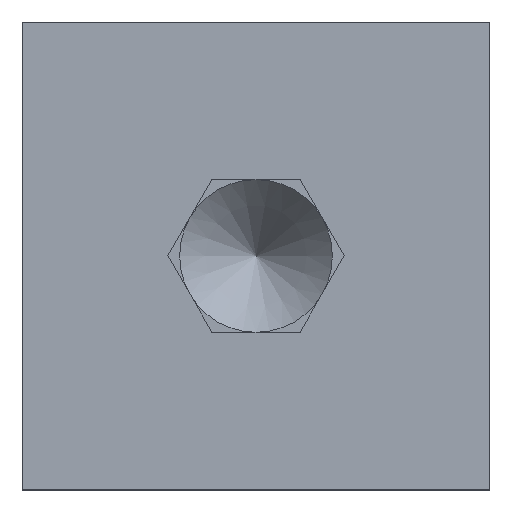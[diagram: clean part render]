
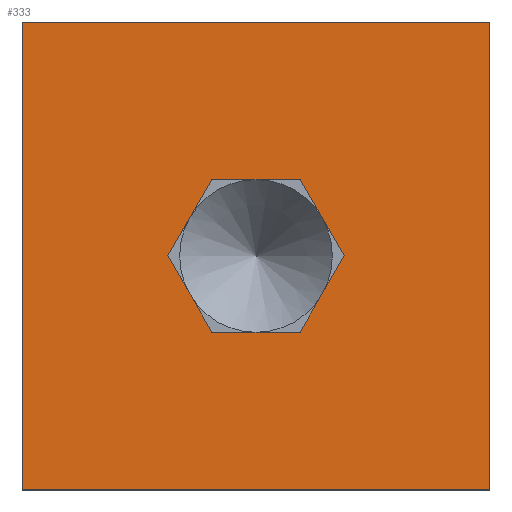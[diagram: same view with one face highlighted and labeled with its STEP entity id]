
A CAD part, top view. The second image highlights one B-rep face of the part: STEP entity #333.
In plain terms, the highlighted planar face has unit normal (0, 0, 1).
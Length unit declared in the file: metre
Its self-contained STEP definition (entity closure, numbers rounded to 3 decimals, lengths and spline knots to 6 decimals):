
#54=ORIENTED_EDGE('',*,*,#138,.F.);
#55=ORIENTED_EDGE('',*,*,#139,.F.);
#56=ORIENTED_EDGE('',*,*,#140,.F.);
#57=ORIENTED_EDGE('',*,*,#141,.F.);
#58=ORIENTED_EDGE('',*,*,#142,.F.);
#59=ORIENTED_EDGE('',*,*,#143,.F.);
#60=ORIENTED_EDGE('',*,*,#128,.F.);
#61=ORIENTED_EDGE('',*,*,#132,.T.);
#62=ORIENTED_EDGE('',*,*,#135,.T.);
#63=ORIENTED_EDGE('',*,*,#137,.F.);
#128=EDGE_CURVE('',#168,#169,#196,.T.);
#132=EDGE_CURVE('',#168,#171,#200,.T.);
#135=EDGE_CURVE('',#171,#173,#203,.T.);
#137=EDGE_CURVE('',#169,#173,#205,.T.);
#138=EDGE_CURVE('',#174,#175,#206,.T.);
#139=EDGE_CURVE('',#176,#174,#207,.T.);
#140=EDGE_CURVE('',#177,#176,#208,.T.);
#141=EDGE_CURVE('',#178,#177,#209,.T.);
#142=EDGE_CURVE('',#179,#178,#210,.T.);
#143=EDGE_CURVE('',#175,#179,#211,.T.);
#168=VERTEX_POINT('',#520);
#169=VERTEX_POINT('',#522);
#171=VERTEX_POINT('',#528);
#173=VERTEX_POINT('',#534);
#174=VERTEX_POINT('',#541);
#175=VERTEX_POINT('',#542);
#176=VERTEX_POINT('',#544);
#177=VERTEX_POINT('',#546);
#178=VERTEX_POINT('',#548);
#179=VERTEX_POINT('',#550);
#196=LINE('',#521,#232);
#200=LINE('',#529,#236);
#203=LINE('',#535,#239);
#205=LINE('',#538,#241);
#206=LINE('',#540,#242);
#207=LINE('',#543,#243);
#208=LINE('',#545,#244);
#209=LINE('',#547,#245);
#210=LINE('',#549,#246);
#211=LINE('',#551,#247);
#232=VECTOR('',#423,1.);
#236=VECTOR('',#429,1.);
#239=VECTOR('',#434,1.);
#241=VECTOR('',#438,1.);
#242=VECTOR('',#441,1.);
#243=VECTOR('',#442,1.);
#244=VECTOR('',#443,1.);
#245=VECTOR('',#444,1.);
#246=VECTOR('',#445,1.);
#247=VECTOR('',#446,1.);
#265=EDGE_LOOP('',(#54,#55,#56,#57,#58,#59));
#266=EDGE_LOOP('',(#60,#61,#62,#63));
#289=FACE_BOUND('',#265,.T.);
#290=FACE_BOUND('',#266,.T.);
#314=PLANE('',#372);
#333=ADVANCED_FACE('',(#289,#290),#314,.T.);
#372=AXIS2_PLACEMENT_3D('',#539,#439,#440);
#423=DIRECTION('',(-1.,0.,0.));
#429=DIRECTION('',(0.,1.,0.));
#434=DIRECTION('',(-1.,0.,0.));
#438=DIRECTION('',(0.,1.,0.));
#439=DIRECTION('',(0.,0.,1.));
#440=DIRECTION('',(1.,0.,0.));
#441=DIRECTION('',(0.5,0.866,0.));
#442=DIRECTION('',(1.,0.,0.));
#443=DIRECTION('',(0.5,-0.866,0.));
#444=DIRECTION('',(-0.5,-0.866,0.));
#445=DIRECTION('',(-1.,0.,0.));
#446=DIRECTION('',(-0.5,0.866,0.));
#520=CARTESIAN_POINT('',(0.009525,-0.009525,0.0127));
#521=CARTESIAN_POINT('',(0.,-0.009525,0.0127));
#522=CARTESIAN_POINT('',(-0.009525,-0.009525,0.0127));
#528=CARTESIAN_POINT('',(0.009525,0.009525,0.0127));
#529=CARTESIAN_POINT('',(0.009525,0.,0.0127));
#534=CARTESIAN_POINT('',(-0.009525,0.009525,0.0127));
#535=CARTESIAN_POINT('',(0.,0.009525,0.0127));
#538=CARTESIAN_POINT('',(-0.009525,0.,0.0127));
#539=CARTESIAN_POINT('',(0.,0.,0.0127));
#540=CARTESIAN_POINT('',(0.002695,-0.001556,0.0127));
#541=CARTESIAN_POINT('',(0.001796,-0.003112,0.0127));
#542=CARTESIAN_POINT('',(0.003593,0.,0.0127));
#543=CARTESIAN_POINT('',(0.,-0.003112,0.0127));
#544=CARTESIAN_POINT('',(-0.001796,-0.003112,0.0127));
#545=CARTESIAN_POINT('',(-0.002695,-0.001556,0.0127));
#546=CARTESIAN_POINT('',(-0.003593,0.,0.0127));
#547=CARTESIAN_POINT('',(-0.002695,0.001556,0.0127));
#548=CARTESIAN_POINT('',(-0.001796,0.003112,0.0127));
#549=CARTESIAN_POINT('',(0.,0.003112,0.0127));
#550=CARTESIAN_POINT('',(0.001796,0.003112,0.0127));
#551=CARTESIAN_POINT('',(0.002695,0.001556,0.0127));
